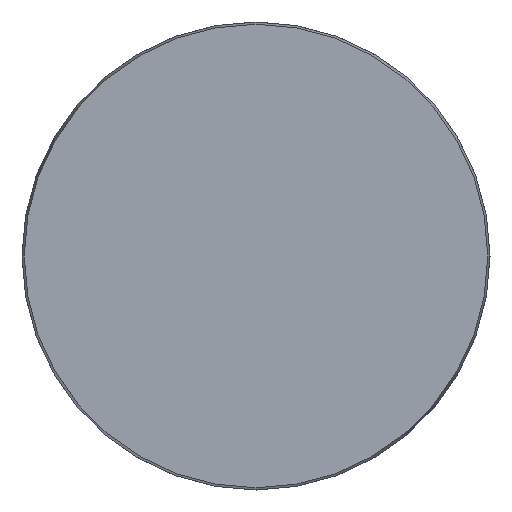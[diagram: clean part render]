
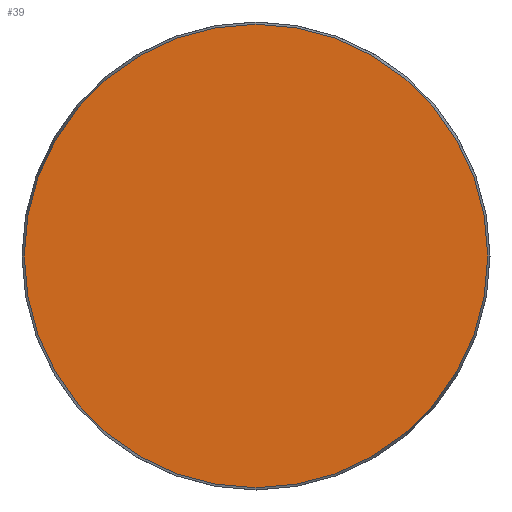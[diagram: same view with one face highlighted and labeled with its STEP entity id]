
A CAD part, front view. The second image highlights one B-rep face of the part: STEP entity #39.
In plain terms, the highlighted planar face has unit normal (0, -1, 0).
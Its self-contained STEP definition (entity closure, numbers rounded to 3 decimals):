
#3 = AXIS2_PLACEMENT_3D ( 'NONE', #114, #163, #541 ) ;
#39 = ADVANCED_FACE ( 'NONE', ( #429 ), #427, .F. ) ;
#114 = CARTESIAN_POINT ( 'NONE',  ( -58.425, 0., 0. ) ) ;
#163 = DIRECTION ( 'NONE',  ( 0., 1., 0. ) ) ;
#249 = DIRECTION ( 'NONE',  ( 0., -1., 0. ) ) ;
#324 = ORIENTED_EDGE ( 'NONE', *, *, #543, .T. ) ;
#355 = VERTEX_POINT ( 'NONE', #396 ) ;
#362 = EDGE_LOOP ( 'NONE', ( #324 ) ) ;
#372 = CIRCLE ( 'NONE', #428, 58.425 ) ;
#396 = CARTESIAN_POINT ( 'NONE',  ( 0., 0., -58.425 ) ) ;
#427 = PLANE ( 'NONE',  #3 ) ;
#428 = AXIS2_PLACEMENT_3D ( 'NONE', #515, #249, #538 ) ;
#429 = FACE_OUTER_BOUND ( 'NONE', #362, .T. ) ;
#515 = CARTESIAN_POINT ( 'NONE',  ( 0., 0., 0. ) ) ;
#538 = DIRECTION ( 'NONE',  ( 0., 0., -1. ) ) ;
#541 = DIRECTION ( 'NONE',  ( 0., 0., 1. ) ) ;
#543 = EDGE_CURVE ( 'NONE', #355, #355, #372, .T. ) ;
